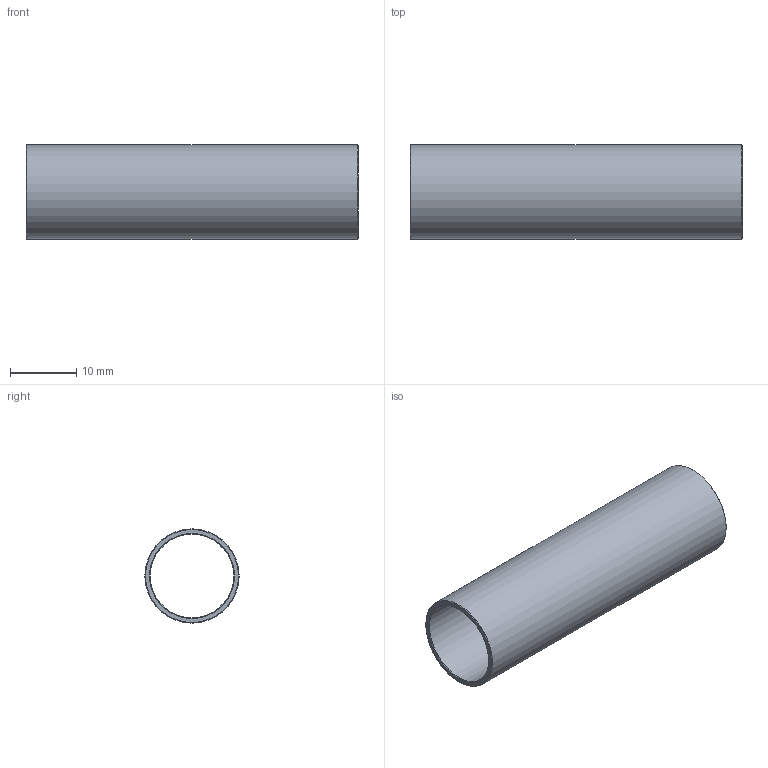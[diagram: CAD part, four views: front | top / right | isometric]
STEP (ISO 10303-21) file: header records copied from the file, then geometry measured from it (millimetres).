
FILE_DESCRIPTION(('FreeCAD Model'),'2;1');
FILE_NAME('Open CASCADE Shape Model','2024-03-26T20:28:16',(''),(''), 'Open CASCADE STEP processor 7.6','FreeCAD','Unknown');
FILE_SCHEMA(('AUTOMOTIVE_DESIGN { 1 0 10303 214 1 1 1 1 }'));
Length unit declared in the file: millimetre
Products named in the file (1): Spacer BUD FRE 0.8mmxBU04.00 - SPN-SPR-0147 (stemfie.org)
Bounding box: 50 x 14.2 x 14.2 mm (x, y, z)
Volume: 1683 mm3; surface area: 4267.7 mm2
Topology: 1 solids, 1 shells, 429 faces, 1181 edges, 786 vertices
Faces by surface type: plane 319, extrusion 104, cone 4, cylinder 2
Full cylindrical faces by diameter (mm): 12.6 x1, 14.2 x1
Entity records: 13585 total; most frequent: CARTESIAN_POINT 3021, ORIENTED_EDGE 2362, DIRECTION 1737, EDGE_CURVE 1181, VECTOR 1069, LINE 965, VERTEX_POINT 786, FACE_BOUND 463
